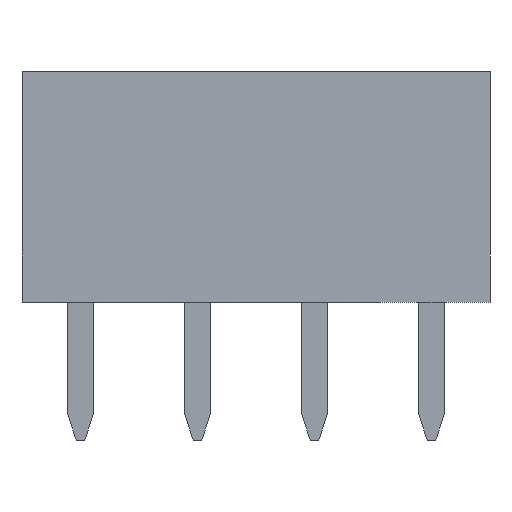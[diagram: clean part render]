
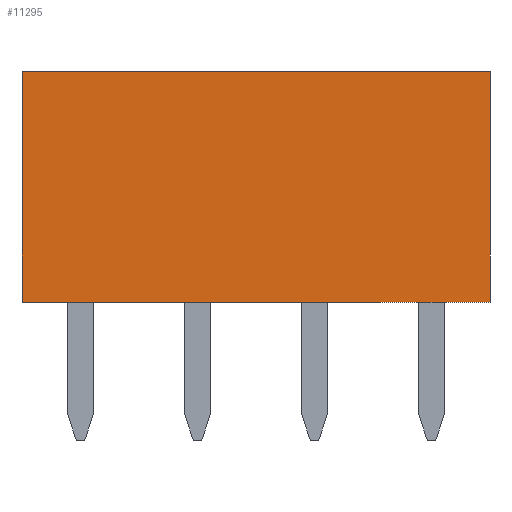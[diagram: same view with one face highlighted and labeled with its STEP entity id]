
A CAD part, front view. The second image highlights one B-rep face of the part: STEP entity #11295.
In plain terms, the highlighted planar face has unit normal (0, -1, 0).
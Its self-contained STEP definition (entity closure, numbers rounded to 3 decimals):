
#79 = EDGE_CURVE ( 'NONE', #6475, #8843, #3370, .T. ) ;
#156 = CARTESIAN_POINT ( 'NONE',  ( 10.16, -5.08, 0. ) ) ;
#355 = LINE ( 'NONE', #11136, #875 ) ;
#734 = VECTOR ( 'NONE', #1167, 1000. ) ;
#875 = VECTOR ( 'NONE', #3227, 1000. ) ;
#1066 = VERTEX_POINT ( 'NONE', #3418 ) ;
#1083 = DIRECTION ( 'NONE',  ( 0., 0., -1. ) ) ;
#1167 = DIRECTION ( 'NONE',  ( -1., 0., 0. ) ) ;
#2746 = DIRECTION ( 'NONE',  ( 0., 0., -1. ) ) ;
#3215 = EDGE_CURVE ( 'NONE', #8451, #6475, #355, .T. ) ;
#3227 = DIRECTION ( 'NONE',  ( 0., 0., -1. ) ) ;
#3370 = LINE ( 'NONE', #6086, #4496 ) ;
#3418 = CARTESIAN_POINT ( 'NONE',  ( 10.16, -5.08, 0. ) ) ;
#3544 = CARTESIAN_POINT ( 'NONE',  ( 10.16, -5.08, -5. ) ) ;
#3599 = FACE_OUTER_BOUND ( 'NONE', #7472, .T. ) ;
#3639 = CARTESIAN_POINT ( 'NONE',  ( 0., -5.08, 0. ) ) ;
#4496 = VECTOR ( 'NONE', #9502, 1000. ) ;
#4824 = ORIENTED_EDGE ( 'NONE', *, *, #8149, .T. ) ;
#5400 = PLANE ( 'NONE',  #6477 ) ;
#5491 = LINE ( 'NONE', #3639, #734 ) ;
#5694 = ORIENTED_EDGE ( 'NONE', *, *, #79, .T. ) ;
#6086 = CARTESIAN_POINT ( 'NONE',  ( 5.08, -5.08, -5. ) ) ;
#6323 = CARTESIAN_POINT ( 'NONE',  ( 0., -5.08, 0. ) ) ;
#6475 = VERTEX_POINT ( 'NONE', #10405 ) ;
#6477 = AXIS2_PLACEMENT_3D ( 'NONE', #6323, #7934, #2746 ) ;
#7413 = EDGE_CURVE ( 'NONE', #1066, #8843, #9043, .T. ) ;
#7472 = EDGE_LOOP ( 'NONE', ( #4824, #8232, #5694, #8961 ) ) ;
#7934 = DIRECTION ( 'NONE',  ( 0., -1., 0. ) ) ;
#8149 = EDGE_CURVE ( 'NONE', #1066, #8451, #5491, .T. ) ;
#8232 = ORIENTED_EDGE ( 'NONE', *, *, #3215, .T. ) ;
#8451 = VERTEX_POINT ( 'NONE', #10275 ) ;
#8509 = VECTOR ( 'NONE', #1083, 1000. ) ;
#8843 = VERTEX_POINT ( 'NONE', #3544 ) ;
#8961 = ORIENTED_EDGE ( 'NONE', *, *, #7413, .F. ) ;
#9043 = LINE ( 'NONE', #156, #8509 ) ;
#9502 = DIRECTION ( 'NONE',  ( 1., 0., 0. ) ) ;
#10275 = CARTESIAN_POINT ( 'NONE',  ( 0., -5.08, 0. ) ) ;
#10405 = CARTESIAN_POINT ( 'NONE',  ( 0., -5.08, -5. ) ) ;
#11136 = CARTESIAN_POINT ( 'NONE',  ( 0., -5.08, 0. ) ) ;
#11295 = ADVANCED_FACE ( 'NONE', ( #3599 ), #5400, .T. ) ;
